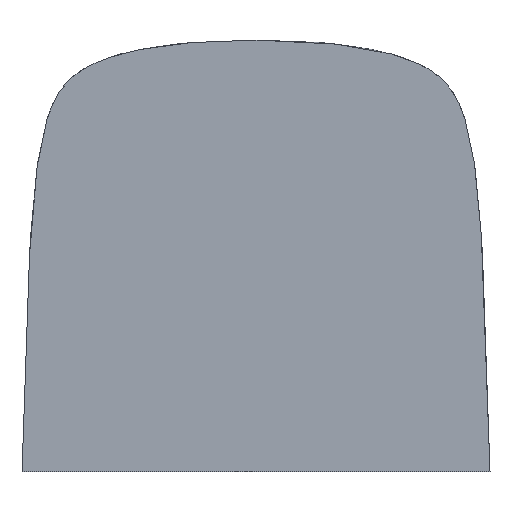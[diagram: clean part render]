
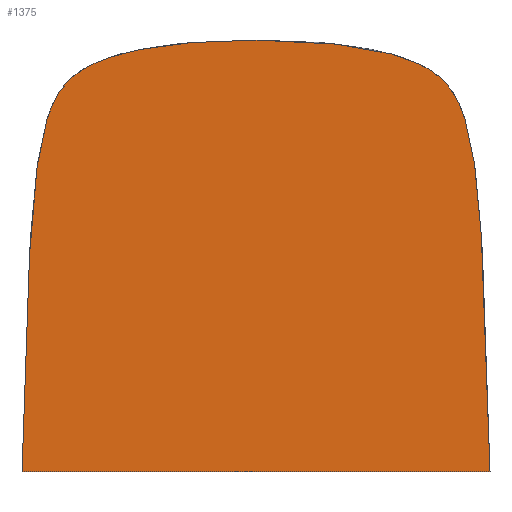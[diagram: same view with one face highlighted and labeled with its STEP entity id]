
A CAD part, front view. The second image highlights one B-rep face of the part: STEP entity #1375.
In plain terms, the highlighted planar face has unit normal (0, -1, 0).
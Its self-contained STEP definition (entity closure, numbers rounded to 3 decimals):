
#74=LINE('',#2631,#77);
#77=VECTOR('',#2210,10.);
#81=(
BOUNDED_CURVE()
B_SPLINE_CURVE(5,(#2675,#2676,#2677,#2678,#2679,#2680,#2681,#2682,#2683,
#2684,#2685,#2686,#2687,#2688,#2689),.UNSPECIFIED.,.F.,.F.)
B_SPLINE_CURVE_WITH_KNOTS((6,1,1,1,1,1,1,1,1,1,6),(-1.,-0.9,-0.8,-0.7,-0.6,
-0.5,-0.4,-0.3,-0.2,-0.1,-0.002),.UNSPECIFIED.)
CURVE()
GEOMETRIC_REPRESENTATION_ITEM()
RATIONAL_B_SPLINE_CURVE((1.,1.,1.,1.,1.,1.,1.,1.,1.,1.,1.,1.,1.,1.,1.))
REPRESENTATION_ITEM('')
);
#82=(
BOUNDED_CURVE()
B_SPLINE_CURVE(5,(#2721,#2722,#2723,#2724,#2725,#2726,#2727,#2728,#2729,
#2730,#2731,#2732,#2733,#2734,#2735),.UNSPECIFIED.,.F.,.F.)
B_SPLINE_CURVE_WITH_KNOTS((6,1,1,1,1,1,1,1,1,1,6),(0.002,
0.1,0.2,0.3,0.4,0.5,0.6,0.7,0.8,0.9,1.),.UNSPECIFIED.)
CURVE()
GEOMETRIC_REPRESENTATION_ITEM()
RATIONAL_B_SPLINE_CURVE((1.,1.,1.,1.,1.,1.,1.,1.,1.,1.,1.,1.,1.,1.,1.))
REPRESENTATION_ITEM('')
);
#85=PLANE('',#1662);
#252=FACE_OUTER_BOUND('',#419,.T.);
#419=EDGE_LOOP('',(#1206,#1207,#1208));
#693=VERTEX_POINT('',#2629);
#694=VERTEX_POINT('',#2630);
#695=VERTEX_POINT('',#2674);
#861=EDGE_CURVE('',#693,#694,#74,.T.);
#864=EDGE_CURVE('',#694,#695,#81,.F.);
#866=EDGE_CURVE('',#693,#695,#82,.T.);
#1206=ORIENTED_EDGE('',*,*,#866,.F.);
#1207=ORIENTED_EDGE('',*,*,#861,.T.);
#1208=ORIENTED_EDGE('',*,*,#864,.T.);
#1375=ADVANCED_FACE('',(#252),#85,.F.);
#1662=AXIS2_PLACEMENT_3D('',#2736,#2212,#2213);
#2210=DIRECTION('',(1.,0.,0.));
#2212=DIRECTION('center_axis',(0.,1.,0.));
#2213=DIRECTION('ref_axis',(-1.,0.,0.));
#2629=CARTESIAN_POINT('',(-35.235,19.1,-66.788));
#2630=CARTESIAN_POINT('',(34.745,19.1,-66.788));
#2631=CARTESIAN_POINT('',(-35.,19.1,-66.788));
#2674=CARTESIAN_POINT('',(-0.245,19.1,-2.219));
#2675=CARTESIAN_POINT('Ctrl Pts',(-0.245,19.1,-2.219));
#2676=CARTESIAN_POINT('Ctrl Pts',(1.611,19.1,-2.219));
#2677=CARTESIAN_POINT('Ctrl Pts',(5.176,19.1,-2.277));
#2678=CARTESIAN_POINT('Ctrl Pts',(10.081,19.1,-2.537));
#2679=CARTESIAN_POINT('Ctrl Pts',(15.746,19.1,-3.202));
#2680=CARTESIAN_POINT('Ctrl Pts',(21.419,19.1,-4.491));
#2681=CARTESIAN_POINT('Ctrl Pts',(25.765,19.1,-6.291));
#2682=CARTESIAN_POINT('Ctrl Pts',(28.915,19.1,-8.919));
#2683=CARTESIAN_POINT('Ctrl Pts',(31.088,19.1,-13.083));
#2684=CARTESIAN_POINT('Ctrl Pts',(32.535,19.1,-19.755));
#2685=CARTESIAN_POINT('Ctrl Pts',(33.499,19.1,-30.013));
#2686=CARTESIAN_POINT('Ctrl Pts',(34.055,19.1,-41.959));
#2687=CARTESIAN_POINT('Ctrl Pts',(34.416,19.1,-53.401));
#2688=CARTESIAN_POINT('Ctrl Pts',(34.639,19.1,-62.163));
#2689=CARTESIAN_POINT('Ctrl Pts',(34.745,19.1,-66.788));
#2721=CARTESIAN_POINT('Ctrl Pts',(-35.235,19.1,-66.788));
#2722=CARTESIAN_POINT('Ctrl Pts',(-35.128,19.1,-62.163));
#2723=CARTESIAN_POINT('Ctrl Pts',(-34.905,19.1,-53.401));
#2724=CARTESIAN_POINT('Ctrl Pts',(-34.544,19.1,-41.959));
#2725=CARTESIAN_POINT('Ctrl Pts',(-33.988,19.1,-30.013));
#2726=CARTESIAN_POINT('Ctrl Pts',(-33.024,19.1,-19.755));
#2727=CARTESIAN_POINT('Ctrl Pts',(-31.577,19.1,-13.083));
#2728=CARTESIAN_POINT('Ctrl Pts',(-29.404,19.1,-8.919));
#2729=CARTESIAN_POINT('Ctrl Pts',(-26.255,19.1,-6.291));
#2730=CARTESIAN_POINT('Ctrl Pts',(-21.909,19.1,-4.491));
#2731=CARTESIAN_POINT('Ctrl Pts',(-16.235,19.1,-3.202));
#2732=CARTESIAN_POINT('Ctrl Pts',(-10.571,19.1,-2.537));
#2733=CARTESIAN_POINT('Ctrl Pts',(-5.666,19.1,-2.277));
#2734=CARTESIAN_POINT('Ctrl Pts',(-2.101,19.1,-2.219));
#2735=CARTESIAN_POINT('Ctrl Pts',(-0.245,19.1,-2.219));
#2736=CARTESIAN_POINT('Origin',(0.,19.1,-34.488));
